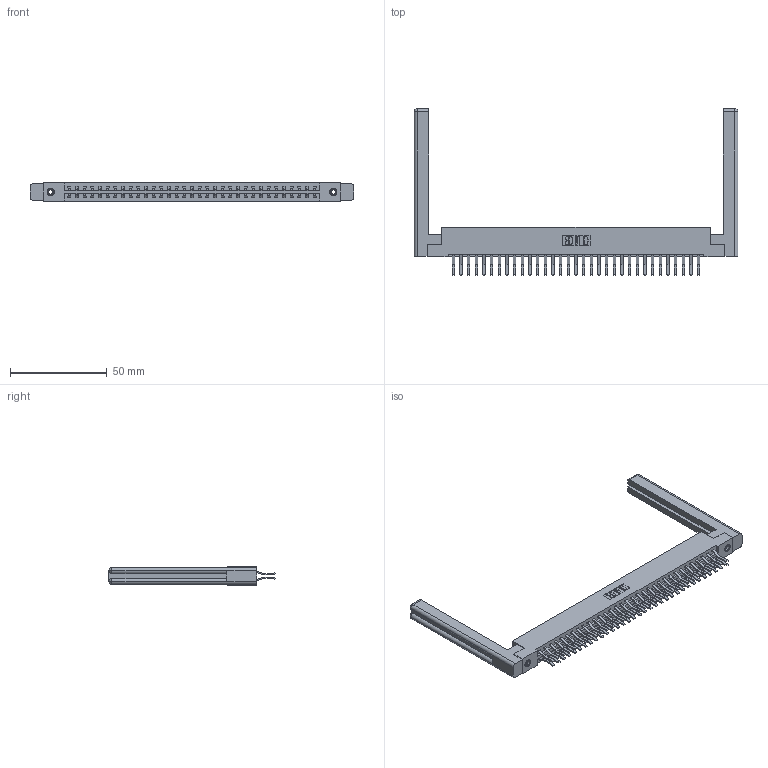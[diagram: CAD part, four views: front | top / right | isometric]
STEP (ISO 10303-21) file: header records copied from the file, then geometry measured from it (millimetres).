
FILE_DESCRIPTION (( 'STEP AP203' ), '1' );
FILE_NAME ('337-066-560-258.STEP', '2019-10-09T23:47:04', ( '' ), ( '' ), 'SwSTEP 2.0', 'SolidWorks 2016', '' );
FILE_SCHEMA (( 'CONFIG_CONTROL_DESIGN' ));
Length unit declared in the file: inch
Products named in the file (5): 337 Part_Flush Mounting Lugs - 0.156 Dia-TI; 337-066-560-258; 345-250-001_345-250-001-102; 345-292-001_560 Tail; 307-220-058
Assembly tree (71 placements, depth 2):
  337-066-560-258
    337 Part_Flush Mounting Lugs - 0.156 Dia-TI
    345-292-001_560 Tail  x66
    345-250-001_345-250-001-102  x2
    307-220-058  x2
Bounding box: 167.39 x 85.87 x 9.4 mm (x, y, z)
Volume: 25095.6 mm3; surface area: 26507.6 mm2
Topology: 71 solids, 71 shells, 3952 faces, 11687 edges, 7690 vertices
Faces by surface type: plane 2662, cylinder 1266, cone 12, torus 12
Entity records: 29472 total; most frequent: CARTESIAN_POINT 4981, ORIENTED_EDGE 4856, DIRECTION 4272, EDGE_CURVE 2428, VECTOR 2248, LINE 2248, VERTEX_POINT 1610, AXIS2_PLACEMENT_3D 1012
